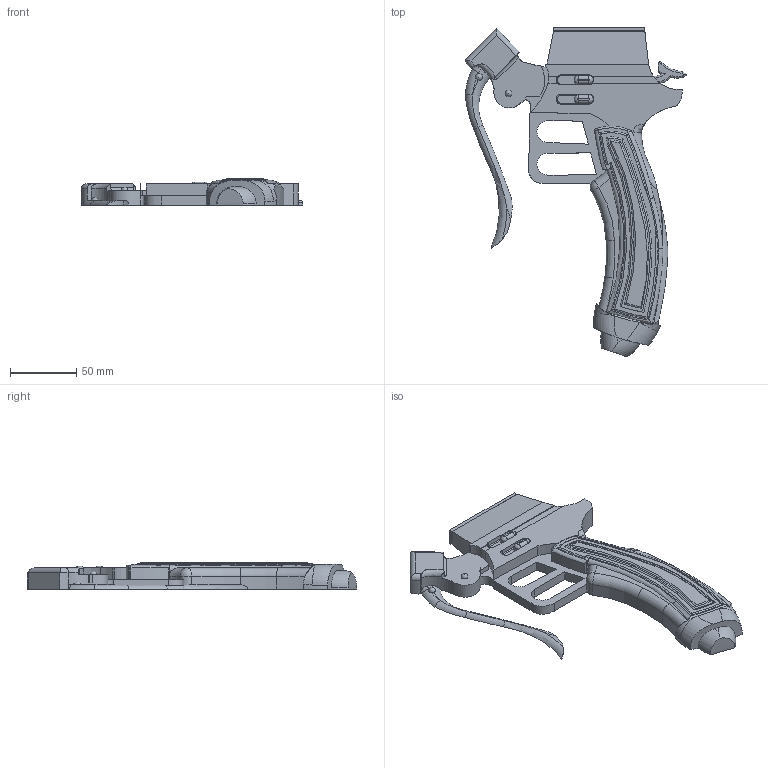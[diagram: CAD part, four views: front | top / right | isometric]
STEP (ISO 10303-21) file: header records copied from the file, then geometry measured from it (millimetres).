
FILE_DESCRIPTION(/* description */ (''),/* implementation_level */ '2;1');
FILE_NAME(/* name */ 'Handel.b.a x1.4.stp',/* time_stamp */ '2021-04-05T14:39:54-06:00',/* author */ ('newic'),/* organization */ (''),/* preprocessor_version */ 'ST-DEVELOPER v18.1',/* originating_system */ 'Autodesk Inventor 2021',/* authorisation */ '');
FILE_SCHEMA (('AUTOMOTIVE_DESIGN { 1 0 10303 214 3 1 1 }'));
Length unit declared in the file: inch
Products named in the file (1): Handel.b
Bounding box: 166.87 x 247.86 x 19.94 mm (x, y, z)
Volume: 224162.5 mm3; surface area: 53170.9 mm2
Topology: 1 solids, 1 shells, 234 faces, 635 edges, 404 vertices
Faces by surface type: cylinder 83, plane 72, torus 55, bspline 20, sphere 4
Entity records: 8975 total; most frequent: CARTESIAN_POINT 3161, ORIENTED_EDGE 1262, DIRECTION 1184, EDGE_CURVE 631, AXIS2_PLACEMENT_3D 481, VERTEX_POINT 404, CIRCLE 262, EDGE_LOOP 245
